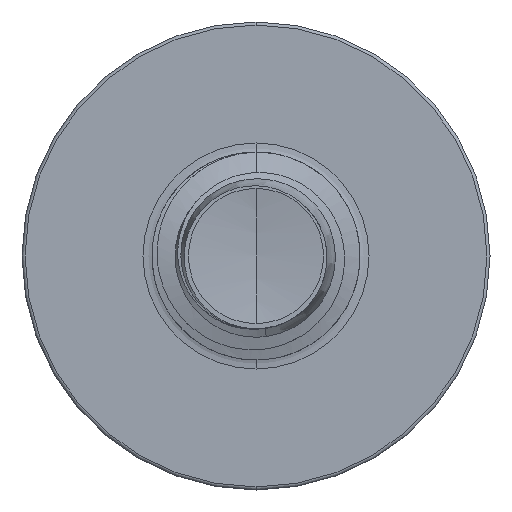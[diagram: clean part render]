
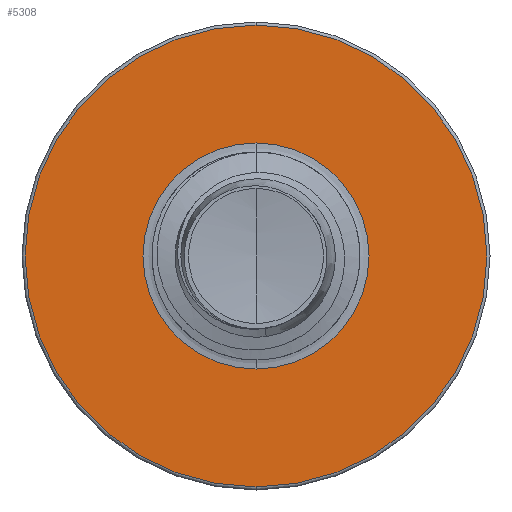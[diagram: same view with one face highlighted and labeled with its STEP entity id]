
A CAD part, front view. The second image highlights one B-rep face of the part: STEP entity #5308.
In plain terms, the highlighted planar face has unit normal (0, -1, 0).
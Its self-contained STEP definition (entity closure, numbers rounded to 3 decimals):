
#240 = DIRECTION ( 'NONE',  ( 0., 0., 1. ) ) ;
#262 = DIRECTION ( 'NONE',  ( 0., 1., 0. ) ) ;
#292 = PLANE ( 'NONE',  #4419 ) ;
#315 = CARTESIAN_POINT ( 'NONE',  ( 0., 6., -2.174 ) ) ;
#1286 = ORIENTED_EDGE ( 'NONE', *, *, #5070, .T. ) ;
#1349 = DIRECTION ( 'NONE',  ( 0., 0., 1. ) ) ;
#1352 = DIRECTION ( 'NONE',  ( 0., 1., 0. ) ) ;
#1380 = CARTESIAN_POINT ( 'NONE',  ( 0., 6., 0. ) ) ;
#1669 = DIRECTION ( 'NONE',  ( 0., 0., 1. ) ) ;
#1695 = DIRECTION ( 'NONE',  ( 0., 1., 0. ) ) ;
#1711 = CARTESIAN_POINT ( 'NONE',  ( 0., 6., 0. ) ) ;
#2060 = AXIS2_PLACEMENT_3D ( 'NONE', #16912, #16905, #3703 ) ;
#3703 = DIRECTION ( 'NONE',  ( 0., 0., 1. ) ) ;
#3745 = DIRECTION ( 'NONE',  ( 0., 0., 1. ) ) ;
#3759 = DIRECTION ( 'NONE',  ( 0., 1., 0. ) ) ;
#3764 = CARTESIAN_POINT ( 'NONE',  ( 0., 6., 0. ) ) ;
#4419 = AXIS2_PLACEMENT_3D ( 'NONE', #315, #262, #240 ) ;
#5070 = EDGE_CURVE ( 'NONE', #14386, #18027, #16442, .T. ) ;
#5146 = CARTESIAN_POINT ( 'NONE',  ( 0., 6., 4.44 ) ) ;
#5308 = ADVANCED_FACE ( 'NONE', ( #7849, #12203 ), #292, .F. ) ;
#5675 = VERTEX_POINT ( 'NONE', #17244 ) ;
#6680 = CARTESIAN_POINT ( 'NONE',  ( 0., 6., -2.174 ) ) ;
#7849 = FACE_OUTER_BOUND ( 'NONE', #10437, .T. ) ;
#8522 = EDGE_CURVE ( 'NONE', #12239, #5675, #16093, .T. ) ;
#10437 = EDGE_LOOP ( 'NONE', ( #17874, #17965 ) ) ;
#10561 = EDGE_CURVE ( 'NONE', #18027, #14386, #13860, .T. ) ;
#10595 = EDGE_CURVE ( 'NONE', #5675, #12239, #11134, .T. ) ;
#11134 = CIRCLE ( 'NONE', #2060, 4.44 ) ;
#12067 = AXIS2_PLACEMENT_3D ( 'NONE', #1380, #1352, #1349 ) ;
#12203 = FACE_BOUND ( 'NONE', #16141, .T. ) ;
#12239 = VERTEX_POINT ( 'NONE', #5146 ) ;
#12822 = ORIENTED_EDGE ( 'NONE', *, *, #10561, .T. ) ;
#12981 = AXIS2_PLACEMENT_3D ( 'NONE', #3764, #3759, #3745 ) ;
#13860 = CIRCLE ( 'NONE', #12981, 2.174 ) ;
#14162 = CARTESIAN_POINT ( 'NONE',  ( 0., 6., 2.174 ) ) ;
#14386 = VERTEX_POINT ( 'NONE', #6680 ) ;
#15382 = AXIS2_PLACEMENT_3D ( 'NONE', #1711, #1695, #1669 ) ;
#16093 = CIRCLE ( 'NONE', #15382, 4.44 ) ;
#16141 = EDGE_LOOP ( 'NONE', ( #12822, #1286 ) ) ;
#16442 = CIRCLE ( 'NONE', #12067, 2.174 ) ;
#16905 = DIRECTION ( 'NONE',  ( 0., 1., 0. ) ) ;
#16912 = CARTESIAN_POINT ( 'NONE',  ( 0., 6., 0. ) ) ;
#17244 = CARTESIAN_POINT ( 'NONE',  ( 0., 6., -4.44 ) ) ;
#17874 = ORIENTED_EDGE ( 'NONE', *, *, #8522, .F. ) ;
#17965 = ORIENTED_EDGE ( 'NONE', *, *, #10595, .F. ) ;
#18027 = VERTEX_POINT ( 'NONE', #14162 ) ;
